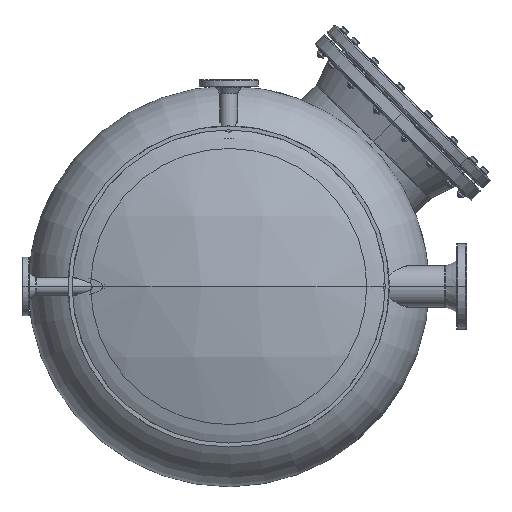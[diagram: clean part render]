
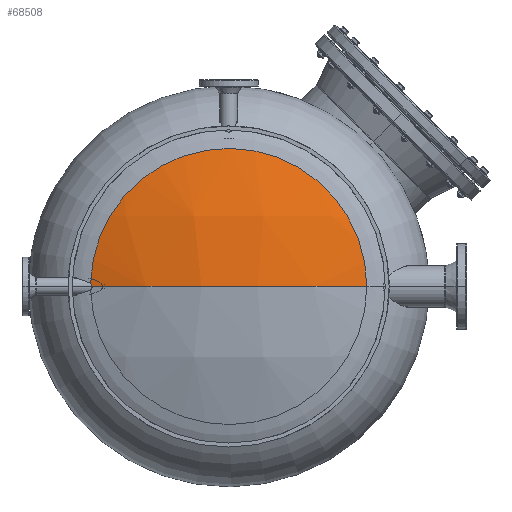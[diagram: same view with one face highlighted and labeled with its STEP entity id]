
A CAD part, front view. The second image highlights one B-rep face of the part: STEP entity #68508.
In plain terms, the highlighted spherical face has radius 1009 mm.
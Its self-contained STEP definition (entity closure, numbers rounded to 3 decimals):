
#380 = CIRCLE ( 'NONE', #41341, 352.673 ) ;
#627 = DIRECTION ( 'NONE',  ( 1., 0., 0. ) ) ;
#629 = CARTESIAN_POINT ( 'NONE',  ( 62.955, 113.625, -407.59 ) ) ;
#1719 = DIRECTION ( 'NONE',  ( 0., 0., -1. ) ) ;
#7285 = CARTESIAN_POINT ( 'NONE',  ( 66.215, 112.389, -415.047 ) ) ;
#13650 = EDGE_CURVE ( 'NONE', #49506, #40444, #63426, .T. ) ;
#15639 = CARTESIAN_POINT ( 'NONE',  ( 66.192, 112.397, -414.236 ) ) ;
#16190 = CARTESIAN_POINT ( 'NONE',  ( 62.417, 113.83, -407.068 ) ) ;
#16588 = ORIENTED_EDGE ( 'NONE', *, *, #13650, .T. ) ;
#17285 = CARTESIAN_POINT ( 'NONE',  ( 65.27, 112.746, -411.012 ) ) ;
#19177 = AXIS2_PLACEMENT_3D ( 'NONE', #86580, #1719, #627 ) ;
#21190 = DIRECTION ( 'NONE',  ( 1., 0., 0. ) ) ;
#23965 = CARTESIAN_POINT ( 'NONE',  ( 64.112, 113.185, -409.047 ) ) ;
#25082 = CARTESIAN_POINT ( 'NONE',  ( 64.428, 113.065, -409.51 ) ) ;
#32394 = CARTESIAN_POINT ( 'NONE',  ( 65.04, 112.833, -410.572 ) ) ;
#32539 = ORIENTED_EDGE ( 'NONE', *, *, #71296, .T. ) ;
#38601 = CARTESIAN_POINT ( 'NONE',  ( 62.417, 113.83, -407.068 ) ) ;
#40444 = VERTEX_POINT ( 'NONE', #62511 ) ;
#41333 = CARTESIAN_POINT ( 'NONE',  ( 65.512, 112.655, -411.542 ) ) ;
#41341 = AXIS2_PLACEMENT_3D ( 'NONE', #97785, #98872, #21190 ) ;
#44032 = DIRECTION ( 'NONE',  ( 0., 0., 1. ) ) ;
#49506 = VERTEX_POINT ( 'NONE', #83603 ) ;
#50272 = CARTESIAN_POINT ( 'NONE',  ( 65.073, 112.821, -410.634 ) ) ;
#51359 = CARTESIAN_POINT ( 'NONE',  ( 65.731, 112.572, -412.155 ) ) ;
#51922 = CARTESIAN_POINT ( 'NONE',  ( 65.007, 112.846, -410.509 ) ) ;
#52709 = VERTEX_POINT ( 'NONE', #38601 ) ;
#58049 = CARTESIAN_POINT ( 'NONE',  ( 64.766, 112.937, -410.075 ) ) ;
#59674 = EDGE_CURVE ( 'NONE', #52709, #49506, #109414, .T. ) ;
#60276 = CARTESIAN_POINT ( 'NONE',  ( 65.885, 112.513, -412.677 ) ) ;
#62511 = CARTESIAN_POINT ( 'NONE',  ( 767.673, 113.83, -415.047 ) ) ;
#63426 = CIRCLE ( 'NONE', #83160, 1009. ) ;
#68508 = ADVANCED_FACE ( 'NONE', ( #83834 ), #76519, .T. ) ;
#71296 = EDGE_CURVE ( 'NONE', #40444, #52709, #380, .T. ) ;
#76493 = CARTESIAN_POINT ( 'NONE',  ( 415., 1059.189, -415.047 ) ) ;
#76519 = SPHERICAL_SURFACE ( 'NONE', #19177, 1009. ) ;
#77067 = CARTESIAN_POINT ( 'NONE',  ( 63.446, 113.438, -408.15 ) ) ;
#77614 = CARTESIAN_POINT ( 'NONE',  ( 65.062, 112.825, -410.614 ) ) ;
#78133 = DIRECTION ( 'NONE',  ( 0., -1., 0. ) ) ;
#83160 = AXIS2_PLACEMENT_3D ( 'NONE', #76493, #44032, #78133 ) ;
#83603 = CARTESIAN_POINT ( 'NONE',  ( 66.215, 112.389, -415.047 ) ) ;
#83834 = FACE_OUTER_BOUND ( 'NONE', #87879, .T. ) ;
#85482 = CARTESIAN_POINT ( 'NONE',  ( 65.811, 112.541, -412.417 ) ) ;
#86035 = CARTESIAN_POINT ( 'NONE',  ( 65.862, 112.522, -412.592 ) ) ;
#86580 = CARTESIAN_POINT ( 'NONE',  ( 415., 1059.189, -415.047 ) ) ;
#87879 = EDGE_LOOP ( 'NONE', ( #109726, #16588, #32539 ) ) ;
#92197 = CARTESIAN_POINT ( 'NONE',  ( 66.09, 112.436, -413.476 ) ) ;
#93849 = CARTESIAN_POINT ( 'NONE',  ( 64.928, 112.876, -410.363 ) ) ;
#97785 = CARTESIAN_POINT ( 'NONE',  ( 415., 113.83, -415.047 ) ) ;
#98872 = DIRECTION ( 'NONE',  ( 0., -1., 0. ) ) ;
#109414 = B_SPLINE_CURVE_WITH_KNOTS ( 'NONE', 3,
 ( #16190, #629, #77067, #23965, #25082, #58049, #93849, #51922, #32394, #77614, #50272, #17285, #41333, #51359, #85482, #86035, #60276, #92197, #15639, #7285 ),
 .UNSPECIFIED., .F., .F.,
 ( 4, 2, 1, 1, 1, 1, 2, 2, 1, 1, 2, 2, 4 ),
 ( 0., 0.25, 0.375, 0.437, 0.469, 0.484, 0.492, 0.5, 0.625, 0.687, 0.719, 0.75, 1. ),
 .UNSPECIFIED. ) ;
#109726 = ORIENTED_EDGE ( 'NONE', *, *, #59674, .T. ) ;
